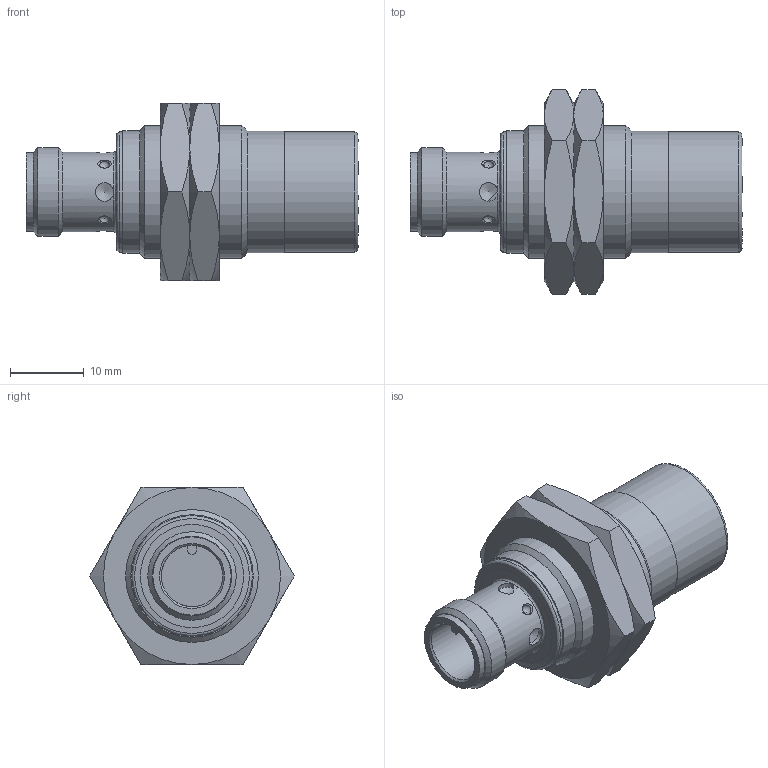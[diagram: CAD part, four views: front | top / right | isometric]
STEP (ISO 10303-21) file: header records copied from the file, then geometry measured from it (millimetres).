
FILE_DESCRIPTION (( 'STEP AP214' ), '1' );
FILE_NAME ('KSK6-AP-4H.STEP', '2018-08-23T14:15:06', ( '' ), ( '' ), 'SwSTEP 2.0', 'SolidWorks 2017', '' );
FILE_SCHEMA (( 'AUTOMOTIVE_DESIGN' ));
Length unit declared in the file: inch
Products named in the file (1): KSK6-AP-4H
Bounding box: 45 x 27.71 x 24 mm (x, y, z)
Volume: 10318.4 mm3; surface area: 4934.1 mm2
Topology: 3 solids, 3 shells, 93 faces, 222 edges, 136 vertices
Faces by surface type: cone 38, plane 27, cylinder 17, torus 4, sphere 4, bspline 3
Full cylindrical faces by diameter (mm): 2.5 x4, 8.3 x1, 10.6 x1, 10.8 x1, 12 x1, 16.3 x2, 16.5 x1, 16.6 x1, 16.917 x2, 18 x1
Entity records: 3958 total; most frequent: CARTESIAN_POINT 945, DIRECTION 346, ORIENTED_EDGE 316, AXIS2_PLACEMENT_3D 161, EDGE_CURVE 158, EDGE_LOOP 138, FACE_OUTER_BOUND 115, VERTEX_POINT 112
